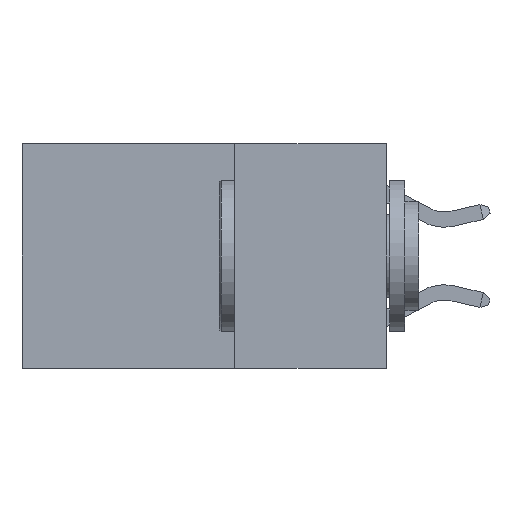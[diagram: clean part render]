
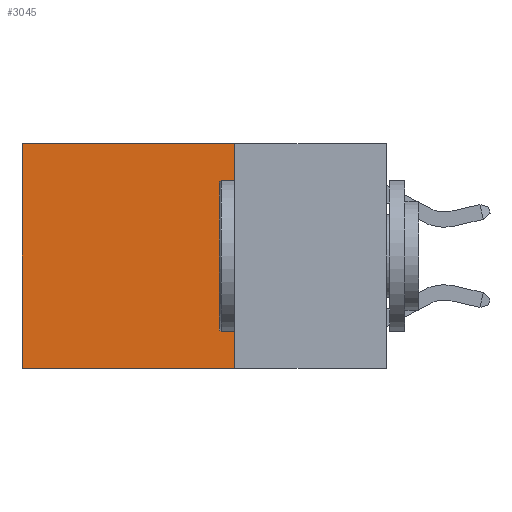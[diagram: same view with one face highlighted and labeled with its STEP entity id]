
A CAD part, left-side view. The second image highlights one B-rep face of the part: STEP entity #3045.
In plain terms, the highlighted planar face has unit normal (-1, 0, 0).
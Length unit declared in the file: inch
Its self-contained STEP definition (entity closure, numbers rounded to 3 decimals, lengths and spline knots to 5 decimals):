
#886 = CARTESIAN_POINT ( 'NONE',  ( 0.2625, 0.25, 0. ) ) ;
#1053 = AXIS2_PLACEMENT_3D ( 'NONE', #4301, #18629, #9177 ) ;
#1131 = PLANE ( 'NONE',  #1053 ) ;
#1506 = VECTOR ( 'NONE', #12832, 39.37008 ) ;
#1528 = CARTESIAN_POINT ( 'NONE',  ( 0.2625, 0.25, -0.37 ) ) ;
#1579 = VECTOR ( 'NONE', #5657, 39.37008 ) ;
#2488 = VERTEX_POINT ( 'NONE', #15390 ) ;
#3045 = ADVANCED_FACE ( 'NONE', ( #20486 ), #1131, .F. ) ;
#4193 = CARTESIAN_POINT ( 'NONE',  ( 0.2625, 0.25, -0.37 ) ) ;
#4301 = CARTESIAN_POINT ( 'NONE',  ( 0.2625, 0.25, 0. ) ) ;
#4402 = EDGE_CURVE ( 'NONE', #5173, #2488, #14177, .T. ) ;
#5173 = VERTEX_POINT ( 'NONE', #5531 ) ;
#5531 = CARTESIAN_POINT ( 'NONE',  ( 0.2625, 0.6, 0. ) ) ;
#5657 = DIRECTION ( 'NONE',  ( 0., 1., 0. ) ) ;
#5763 = LINE ( 'NONE', #8814, #1579 ) ;
#6233 = EDGE_CURVE ( 'NONE', #7709, #8741, #12613, .T. ) ;
#7097 = EDGE_LOOP ( 'NONE', ( #15764, #8692, #19276, #16888 ) ) ;
#7709 = VERTEX_POINT ( 'NONE', #9413 ) ;
#8314 = VECTOR ( 'NONE', #13659, 39.37008 ) ;
#8692 = ORIENTED_EDGE ( 'NONE', *, *, #20314, .F. ) ;
#8741 = VERTEX_POINT ( 'NONE', #1528 ) ;
#8814 = CARTESIAN_POINT ( 'NONE',  ( 0.2625, 0.25, 0. ) ) ;
#9177 = DIRECTION ( 'NONE',  ( 0., 0., -1. ) ) ;
#9179 = EDGE_CURVE ( 'NONE', #7709, #5173, #5763, .T. ) ;
#9413 = CARTESIAN_POINT ( 'NONE',  ( 0.2625, 0.25, 0. ) ) ;
#12613 = LINE ( 'NONE', #886, #18038 ) ;
#12832 = DIRECTION ( 'NONE',  ( 0., 0., -1. ) ) ;
#13659 = DIRECTION ( 'NONE',  ( 0., 1., 0. ) ) ;
#14177 = LINE ( 'NONE', #17585, #1506 ) ;
#15390 = CARTESIAN_POINT ( 'NONE',  ( 0.2625, 0.6, -0.37 ) ) ;
#15764 = ORIENTED_EDGE ( 'NONE', *, *, #4402, .T. ) ;
#16888 = ORIENTED_EDGE ( 'NONE', *, *, #9179, .T. ) ;
#17585 = CARTESIAN_POINT ( 'NONE',  ( 0.2625, 0.6, 0. ) ) ;
#18038 = VECTOR ( 'NONE', #18371, 39.37008 ) ;
#18371 = DIRECTION ( 'NONE',  ( 0., 0., -1. ) ) ;
#18629 = DIRECTION ( 'NONE',  ( 1., 0., 0. ) ) ;
#19276 = ORIENTED_EDGE ( 'NONE', *, *, #6233, .F. ) ;
#20314 = EDGE_CURVE ( 'NONE', #8741, #2488, #20462, .T. ) ;
#20462 = LINE ( 'NONE', #4193, #8314 ) ;
#20486 = FACE_OUTER_BOUND ( 'NONE', #7097, .T. ) ;
